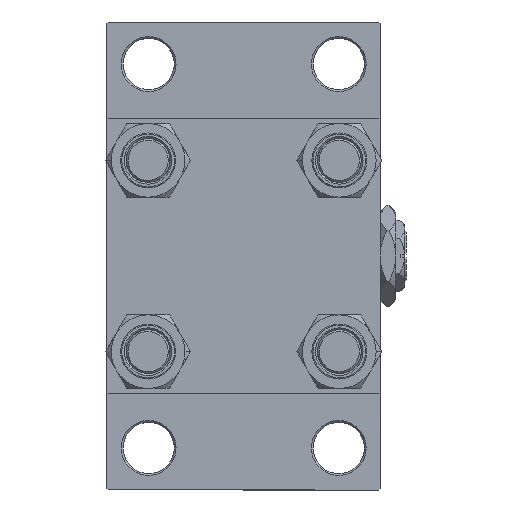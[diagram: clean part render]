
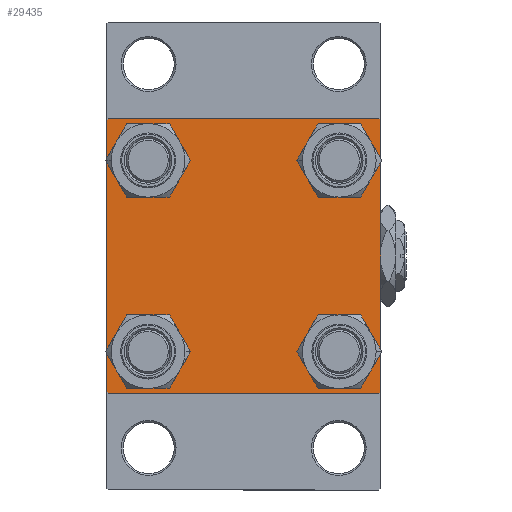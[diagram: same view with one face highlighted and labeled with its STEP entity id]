
A CAD part, left-side view. The second image highlights one B-rep face of the part: STEP entity #29435.
In plain terms, the highlighted planar face has unit normal (-1, 0, 0).
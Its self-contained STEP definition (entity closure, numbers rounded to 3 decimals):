
#317 = LINE ( 'NONE', #8519, #18671 ) ;
#613 = DIRECTION ( 'NONE',  ( 0., 0., 1. ) ) ;
#641 = CARTESIAN_POINT ( 'NONE',  ( 0., 37., 37.5 ) ) ;
#649 = CARTESIAN_POINT ( 'NONE',  ( 0., 37.25, -37.25 ) ) ;
#725 = VECTOR ( 'NONE', #45805, 1000. ) ;
#1172 = CARTESIAN_POINT ( 'NONE',  ( 0., -37.25, 37.25 ) ) ;
#1818 = DIRECTION ( 'NONE',  ( 0., -0.707, 0.707 ) ) ;
#1837 = DIRECTION ( 'NONE',  ( 0., 0., 1. ) ) ;
#1902 = DIRECTION ( 'NONE',  ( 1., 0., 0. ) ) ;
#2054 = DIRECTION ( 'NONE',  ( 1., 0., 0. ) ) ;
#2267 = EDGE_CURVE ( 'NONE', #12015, #28567, #35877, .T. ) ;
#3451 = ORIENTED_EDGE ( 'NONE', *, *, #2267, .T. ) ;
#3696 = CARTESIAN_POINT ( 'NONE',  ( 0., 37.5, -37. ) ) ;
#4649 = EDGE_CURVE ( 'NONE', #30499, #17064, #45151, .T. ) ;
#5843 = EDGE_CURVE ( 'NONE', #28567, #5970, #18858, .T. ) ;
#5970 = VERTEX_POINT ( 'NONE', #27837 ) ;
#6766 = CARTESIAN_POINT ( 'NONE',  ( 0., 37.5, -37.5 ) ) ;
#7020 = DIRECTION ( 'NONE',  ( 0., -1., 0. ) ) ;
#7042 = ORIENTED_EDGE ( 'NONE', *, *, #16514, .F. ) ;
#7065 = AXIS2_PLACEMENT_3D ( 'NONE', #41692, #17764, #33459 ) ;
#7339 = CARTESIAN_POINT ( 'NONE',  ( 0., -37., 37.5 ) ) ;
#7837 = DIRECTION ( 'NONE',  ( 1., 0., 0. ) ) ;
#8109 = CIRCLE ( 'NONE', #43436, 6.5 ) ;
#8155 = FACE_OUTER_BOUND ( 'NONE', #39325, .T. ) ;
#8461 = ORIENTED_EDGE ( 'NONE', *, *, #19498, .T. ) ;
#8519 = CARTESIAN_POINT ( 'NONE',  ( 0., -37.5, 37.5 ) ) ;
#8701 = EDGE_CURVE ( 'NONE', #18639, #28508, #21305, .T. ) ;
#8938 = CARTESIAN_POINT ( 'NONE',  ( 0., 37., -37.5 ) ) ;
#9133 = AXIS2_PLACEMENT_3D ( 'NONE', #46420, #7837, #50794 ) ;
#9901 = CARTESIAN_POINT ( 'NONE',  ( 0., 37.25, 37.25 ) ) ;
#10151 = EDGE_CURVE ( 'NONE', #16387, #41006, #43426, .T. ) ;
#10993 = DIRECTION ( 'NONE',  ( 0., 0., 1. ) ) ;
#12015 = VERTEX_POINT ( 'NONE', #3696 ) ;
#12057 = ORIENTED_EDGE ( 'NONE', *, *, #30404, .T. ) ;
#12082 = VECTOR ( 'NONE', #48993, 1000. ) ;
#12223 = VECTOR ( 'NONE', #7020, 1000. ) ;
#12587 = CARTESIAN_POINT ( 'NONE',  ( 0., 26.15, -19.65 ) ) ;
#12600 = VERTEX_POINT ( 'NONE', #35757 ) ;
#13180 = ORIENTED_EDGE ( 'NONE', *, *, #31935, .T. ) ;
#14113 = CIRCLE ( 'NONE', #20673, 6.5 ) ;
#15055 = DIRECTION ( 'NONE',  ( 1., 0., 0. ) ) ;
#15799 = CARTESIAN_POINT ( 'NONE',  ( 0., -26.15, -19.65 ) ) ;
#15843 = ORIENTED_EDGE ( 'NONE', *, *, #23860, .T. ) ;
#15870 = FACE_BOUND ( 'NONE', #45955, .T. ) ;
#16130 = ORIENTED_EDGE ( 'NONE', *, *, #8701, .T. ) ;
#16180 = EDGE_CURVE ( 'NONE', #30499, #26906, #48487, .T. ) ;
#16329 = DIRECTION ( 'NONE',  ( 0., -0.707, -0.707 ) ) ;
#16387 = VERTEX_POINT ( 'NONE', #15799 ) ;
#16514 = EDGE_CURVE ( 'NONE', #43055, #43020, #317, .T. ) ;
#17064 = VERTEX_POINT ( 'NONE', #7339 ) ;
#17367 = CARTESIAN_POINT ( 'NONE',  ( 0., 37.5, 37.5 ) ) ;
#17703 = CIRCLE ( 'NONE', #7065, 6.5 ) ;
#17764 = DIRECTION ( 'NONE',  ( 1., 0., 0. ) ) ;
#17825 = VECTOR ( 'NONE', #16329, 1000. ) ;
#18639 = VERTEX_POINT ( 'NONE', #29528 ) ;
#18671 = VECTOR ( 'NONE', #43271, 1000. ) ;
#18713 = VECTOR ( 'NONE', #48491, 1000. ) ;
#18714 = PLANE ( 'NONE',  #34612 ) ;
#18761 = CARTESIAN_POINT ( 'NONE',  ( 0., -26.15, 19.65 ) ) ;
#18858 = LINE ( 'NONE', #6766, #12223 ) ;
#19225 = DIRECTION ( 'NONE',  ( -1., 0., 0. ) ) ;
#19295 = CARTESIAN_POINT ( 'NONE',  ( 0., -26.15, -26.15 ) ) ;
#19498 = EDGE_CURVE ( 'NONE', #12600, #41426, #27827, .T. ) ;
#19930 = EDGE_CURVE ( 'NONE', #28508, #18639, #8109, .T. ) ;
#19934 = DIRECTION ( 'NONE',  ( 0., 0., 1. ) ) ;
#20020 = ORIENTED_EDGE ( 'NONE', *, *, #34022, .T. ) ;
#20212 = CARTESIAN_POINT ( 'NONE',  ( 0., -37.5, -37. ) ) ;
#20673 = AXIS2_PLACEMENT_3D ( 'NONE', #43350, #15055, #19934 ) ;
#21213 = CARTESIAN_POINT ( 'NONE',  ( 0., -37.5, 37. ) ) ;
#21305 = CIRCLE ( 'NONE', #23782, 6.5 ) ;
#21371 = DIRECTION ( 'NONE',  ( 1., 0., 0. ) ) ;
#21687 = CARTESIAN_POINT ( 'NONE',  ( 0., -26.15, 26.15 ) ) ;
#22322 = VECTOR ( 'NONE', #39514, 1000. ) ;
#23246 = CARTESIAN_POINT ( 'NONE',  ( 0., -26.15, -32.65 ) ) ;
#23567 = EDGE_CURVE ( 'NONE', #5970, #43020, #32935, .T. ) ;
#23710 = AXIS2_PLACEMENT_3D ( 'NONE', #19295, #30612, #31121 ) ;
#23782 = AXIS2_PLACEMENT_3D ( 'NONE', #46026, #2054, #49617 ) ;
#23860 = EDGE_CURVE ( 'NONE', #26906, #12015, #44784, .T. ) ;
#24342 = AXIS2_PLACEMENT_3D ( 'NONE', #47419, #35840, #613 ) ;
#24490 = VERTEX_POINT ( 'NONE', #31712 ) ;
#26858 = ORIENTED_EDGE ( 'NONE', *, *, #46968, .T. ) ;
#26906 = VERTEX_POINT ( 'NONE', #49989 ) ;
#27654 = CIRCLE ( 'NONE', #24342, 6.5 ) ;
#27827 = CIRCLE ( 'NONE', #44228, 6.5 ) ;
#27837 = CARTESIAN_POINT ( 'NONE',  ( 0., -37., -37.5 ) ) ;
#28508 = VERTEX_POINT ( 'NONE', #18761 ) ;
#28567 = VERTEX_POINT ( 'NONE', #8938 ) ;
#29435 = ADVANCED_FACE ( 'NONE', ( #15870, #39535, #47245, #38779, #8155 ), #18714, .T. ) ;
#29528 = CARTESIAN_POINT ( 'NONE',  ( 0., -26.15, 32.65 ) ) ;
#30404 = EDGE_CURVE ( 'NONE', #47239, #24490, #14113, .T. ) ;
#30499 = VERTEX_POINT ( 'NONE', #641 ) ;
#30612 = DIRECTION ( 'NONE',  ( 1., 0., 0. ) ) ;
#31121 = DIRECTION ( 'NONE',  ( 0., 0., 1. ) ) ;
#31712 = CARTESIAN_POINT ( 'NONE',  ( 0., 26.15, -32.65 ) ) ;
#31738 = ORIENTED_EDGE ( 'NONE', *, *, #5843, .T. ) ;
#31935 = EDGE_CURVE ( 'NONE', #43055, #17064, #36401, .T. ) ;
#32935 = LINE ( 'NONE', #48611, #41000 ) ;
#33020 = DIRECTION ( 'NONE',  ( 0., 0., 1. ) ) ;
#33111 = EDGE_LOOP ( 'NONE', ( #12057, #34865 ) ) ;
#33459 = DIRECTION ( 'NONE',  ( 0., 0., 1. ) ) ;
#33810 = ORIENTED_EDGE ( 'NONE', *, *, #23567, .T. ) ;
#34022 = EDGE_CURVE ( 'NONE', #41006, #16387, #46949, .T. ) ;
#34409 = CARTESIAN_POINT ( 'NONE',  ( 0., 0., 0. ) ) ;
#34612 = AXIS2_PLACEMENT_3D ( 'NONE', #34409, #19225, #10993 ) ;
#34732 = ORIENTED_EDGE ( 'NONE', *, *, #10151, .T. ) ;
#34865 = ORIENTED_EDGE ( 'NONE', *, *, #49280, .T. ) ;
#35757 = CARTESIAN_POINT ( 'NONE',  ( 0., 26.15, 32.65 ) ) ;
#35840 = DIRECTION ( 'NONE',  ( 1., 0., 0. ) ) ;
#35877 = LINE ( 'NONE', #649, #17825 ) ;
#36401 = LINE ( 'NONE', #1172, #22322 ) ;
#37851 = ORIENTED_EDGE ( 'NONE', *, *, #16180, .T. ) ;
#38779 = FACE_BOUND ( 'NONE', #39354, .T. ) ;
#39325 = EDGE_LOOP ( 'NONE', ( #15843, #3451, #31738, #33810, #7042, #13180, #48495, #37851 ) ) ;
#39354 = EDGE_LOOP ( 'NONE', ( #8461, #26858 ) ) ;
#39514 = DIRECTION ( 'NONE',  ( 0., 0.707, 0.707 ) ) ;
#39535 = FACE_BOUND ( 'NONE', #40101, .T. ) ;
#40101 = EDGE_LOOP ( 'NONE', ( #34732, #20020 ) ) ;
#41000 = VECTOR ( 'NONE', #1818, 1000. ) ;
#41006 = VERTEX_POINT ( 'NONE', #23246 ) ;
#41426 = VERTEX_POINT ( 'NONE', #43746 ) ;
#41692 = CARTESIAN_POINT ( 'NONE',  ( 0., 26.15, 26.15 ) ) ;
#43020 = VERTEX_POINT ( 'NONE', #20212 ) ;
#43055 = VERTEX_POINT ( 'NONE', #21213 ) ;
#43271 = DIRECTION ( 'NONE',  ( 0., 0., -1. ) ) ;
#43350 = CARTESIAN_POINT ( 'NONE',  ( 0., 26.15, -26.15 ) ) ;
#43426 = CIRCLE ( 'NONE', #23710, 6.5 ) ;
#43436 = AXIS2_PLACEMENT_3D ( 'NONE', #21687, #1902, #33020 ) ;
#43746 = CARTESIAN_POINT ( 'NONE',  ( 0., 26.15, 19.65 ) ) ;
#44228 = AXIS2_PLACEMENT_3D ( 'NONE', #45292, #21371, #1837 ) ;
#44784 = LINE ( 'NONE', #45550, #725 ) ;
#45151 = LINE ( 'NONE', #17367, #18713 ) ;
#45292 = CARTESIAN_POINT ( 'NONE',  ( 0., 26.15, 26.15 ) ) ;
#45550 = CARTESIAN_POINT ( 'NONE',  ( 0., 37.5, 37.5 ) ) ;
#45805 = DIRECTION ( 'NONE',  ( 0., 0., -1. ) ) ;
#45955 = EDGE_LOOP ( 'NONE', ( #16130, #47819 ) ) ;
#46026 = CARTESIAN_POINT ( 'NONE',  ( 0., -26.15, 26.15 ) ) ;
#46420 = CARTESIAN_POINT ( 'NONE',  ( 0., -26.15, -26.15 ) ) ;
#46949 = CIRCLE ( 'NONE', #9133, 6.5 ) ;
#46968 = EDGE_CURVE ( 'NONE', #41426, #12600, #17703, .T. ) ;
#47239 = VERTEX_POINT ( 'NONE', #12587 ) ;
#47245 = FACE_BOUND ( 'NONE', #33111, .T. ) ;
#47419 = CARTESIAN_POINT ( 'NONE',  ( 0., 26.15, -26.15 ) ) ;
#47819 = ORIENTED_EDGE ( 'NONE', *, *, #19930, .T. ) ;
#48487 = LINE ( 'NONE', #9901, #12082 ) ;
#48491 = DIRECTION ( 'NONE',  ( 0., -1., 0. ) ) ;
#48495 = ORIENTED_EDGE ( 'NONE', *, *, #4649, .F. ) ;
#48611 = CARTESIAN_POINT ( 'NONE',  ( 0., -37.25, -37.25 ) ) ;
#48993 = DIRECTION ( 'NONE',  ( 0., 0.707, -0.707 ) ) ;
#49280 = EDGE_CURVE ( 'NONE', #24490, #47239, #27654, .T. ) ;
#49617 = DIRECTION ( 'NONE',  ( 0., 0., 1. ) ) ;
#49989 = CARTESIAN_POINT ( 'NONE',  ( 0., 37.5, 37. ) ) ;
#50794 = DIRECTION ( 'NONE',  ( 0., 0., 1. ) ) ;
